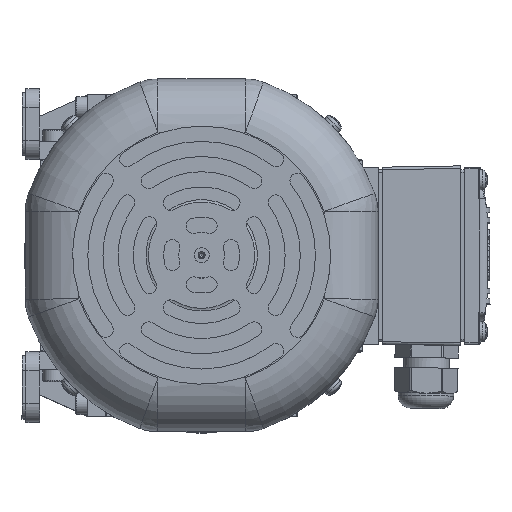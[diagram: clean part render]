
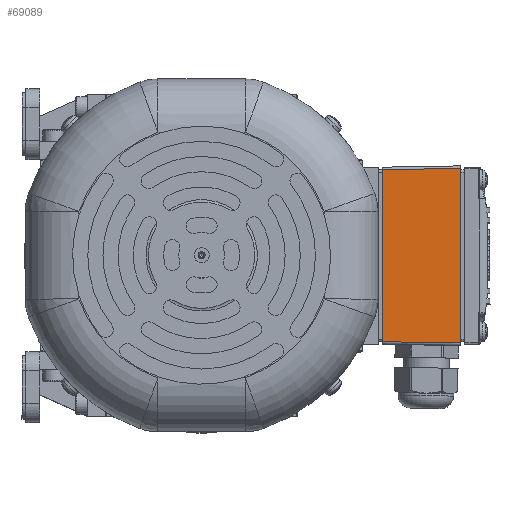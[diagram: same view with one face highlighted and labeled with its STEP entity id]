
A CAD part, top view. The second image highlights one B-rep face of the part: STEP entity #69089.
In plain terms, the highlighted face is planar.
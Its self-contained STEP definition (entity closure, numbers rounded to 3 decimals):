
#68745=CARTESIAN_POINT('',(-34.5,-35.5,31.0));
#68746=VERTEX_POINT('',#68745);
#68764=CARTESIAN_POINT('',(-34.,-35.0,0.0));
#68765=VERTEX_POINT('',#68764);
#68773=CARTESIAN_POINT('',(-34.,-35.0,0.0));
#68774=DIRECTION('',(-0.016,-0.016,1.));
#68775=VECTOR('',#68774,31.008);
#68776=LINE('',#68773,#68775);
#68777=EDGE_CURVE('',#68765,#68746,#68776,.T.);
#68788=CARTESIAN_POINT('',(34.5,-35.5,31.0));
#68789=VERTEX_POINT('',#68788);
#68790=CARTESIAN_POINT('',(34.5,-35.5,31.0));
#68791=DIRECTION('',(-1.0,0.0,0.0));
#68792=VECTOR('',#68791,69.);
#68793=LINE('',#68790,#68792);
#68794=EDGE_CURVE('',#68789,#68746,#68793,.T.);
#69066=CARTESIAN_POINT('',(35.0,-35.0,0.0));
#69067=DIRECTION('',(0.,-1.,-0.016));
#69068=DIRECTION('',(0.0,0.016,-1.));
#69069=AXIS2_PLACEMENT_3D('',#69066,#69067,#69068);
#69070=PLANE('',#69069);
#69071=ORIENTED_EDGE('',*,*,#68777,.F.);
#69072=CARTESIAN_POINT('',(34.,-35.0,0.0));
#69073=VERTEX_POINT('',#69072);
#69074=CARTESIAN_POINT('',(34.,-35.0,0.0));
#69075=DIRECTION('',(-1.0,0.0,0.0));
#69076=VECTOR('',#69075,68.);
#69077=LINE('',#69074,#69076);
#69078=EDGE_CURVE('',#69073,#68765,#69077,.T.);
#69079=ORIENTED_EDGE('',*,*,#69078,.F.);
#69080=CARTESIAN_POINT('',(34.5,-35.5,31.0));
#69081=DIRECTION('',(-0.016,0.016,-1.));
#69082=VECTOR('',#69081,31.008);
#69083=LINE('',#69080,#69082);
#69084=EDGE_CURVE('',#68789,#69073,#69083,.T.);
#69085=ORIENTED_EDGE('',*,*,#69084,.F.);
#69086=ORIENTED_EDGE('',*,*,#68794,.T.);
#69087=EDGE_LOOP('',(#69071,#69079,#69085,#69086));
#69088=FACE_OUTER_BOUND('',#69087,.T.);
#69089=ADVANCED_FACE('',(#69088),#69070,.T.);
